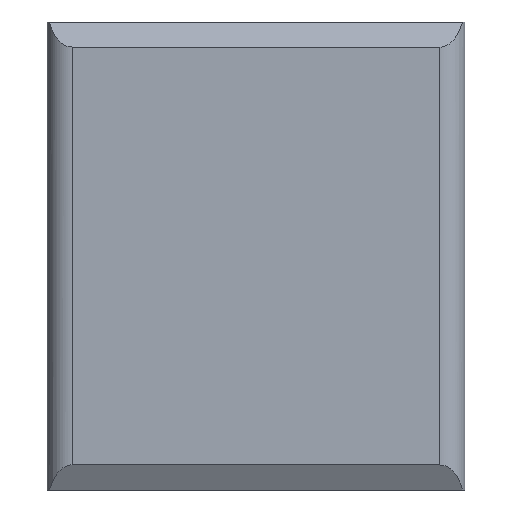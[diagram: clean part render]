
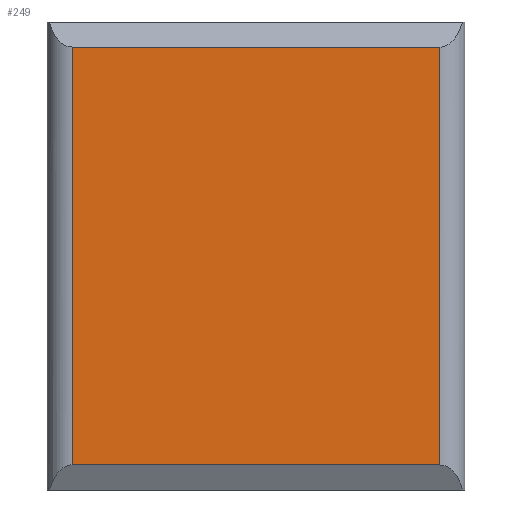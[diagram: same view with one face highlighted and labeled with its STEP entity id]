
A CAD part, front view. The second image highlights one B-rep face of the part: STEP entity #249.
In plain terms, the highlighted planar face has unit normal (0, -1, 0).
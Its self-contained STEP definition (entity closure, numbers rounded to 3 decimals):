
#8 = LINE ( 'NONE', #418, #238 ) ;
#39 = ORIENTED_EDGE ( 'NONE', *, *, #331, .T. ) ;
#54 = DIRECTION ( 'NONE',  ( 1., 0., 0. ) ) ;
#55 = CARTESIAN_POINT ( 'NONE',  ( -5.5, -1.7, 0.75 ) ) ;
#60 = VECTOR ( 'NONE', #189, 1000. ) ;
#66 = DIRECTION ( 'NONE',  ( 0., 1., 0. ) ) ;
#69 = ORIENTED_EDGE ( 'NONE', *, *, #86, .T. ) ;
#86 = EDGE_CURVE ( 'NONE', #107, #188, #119, .T. ) ;
#88 = CARTESIAN_POINT ( 'NONE',  ( -5.5, -1.7, 13.25 ) ) ;
#103 = PLANE ( 'NONE',  #479 ) ;
#107 = VERTEX_POINT ( 'NONE', #55 ) ;
#119 = LINE ( 'NONE', #482, #389 ) ;
#151 = ORIENTED_EDGE ( 'NONE', *, *, #370, .T. ) ;
#176 = EDGE_CURVE ( 'NONE', #503, #107, #8, .T. ) ;
#187 = CARTESIAN_POINT ( 'NONE',  ( -5.5, -1.7, 13.25 ) ) ;
#188 = VERTEX_POINT ( 'NONE', #414 ) ;
#189 = DIRECTION ( 'NONE',  ( 0., 0., 1. ) ) ;
#238 = VECTOR ( 'NONE', #330, 1000. ) ;
#249 = ADVANCED_FACE ( 'NONE', ( #408 ), #103, .F. ) ;
#256 = CARTESIAN_POINT ( 'NONE',  ( -6.25, -1.7, 14. ) ) ;
#263 = CARTESIAN_POINT ( 'NONE',  ( 5.5, -1.7, 14. ) ) ;
#293 = VERTEX_POINT ( 'NONE', #453 ) ;
#307 = ORIENTED_EDGE ( 'NONE', *, *, #176, .T. ) ;
#330 = DIRECTION ( 'NONE',  ( 0., 0., -1. ) ) ;
#331 = EDGE_CURVE ( 'NONE', #188, #293, #502, .T. ) ;
#370 = EDGE_CURVE ( 'NONE', #293, #503, #391, .T. ) ;
#371 = DIRECTION ( 'NONE',  ( -1., 0., 0. ) ) ;
#389 = VECTOR ( 'NONE', #54, 1000. ) ;
#390 = VECTOR ( 'NONE', #393, 1000. ) ;
#391 = LINE ( 'NONE', #187, #390 ) ;
#393 = DIRECTION ( 'NONE',  ( -1., 0., 0. ) ) ;
#408 = FACE_OUTER_BOUND ( 'NONE', #506, .T. ) ;
#414 = CARTESIAN_POINT ( 'NONE',  ( 5.5, -1.7, 0.75 ) ) ;
#418 = CARTESIAN_POINT ( 'NONE',  ( -5.5, -1.7, 14. ) ) ;
#453 = CARTESIAN_POINT ( 'NONE',  ( 5.5, -1.7, 13.25 ) ) ;
#479 = AXIS2_PLACEMENT_3D ( 'NONE', #256, #66, #371 ) ;
#482 = CARTESIAN_POINT ( 'NONE',  ( -6.25, -1.7, 0.75 ) ) ;
#502 = LINE ( 'NONE', #263, #60 ) ;
#503 = VERTEX_POINT ( 'NONE', #88 ) ;
#506 = EDGE_LOOP ( 'NONE', ( #307, #69, #39, #151 ) ) ;
